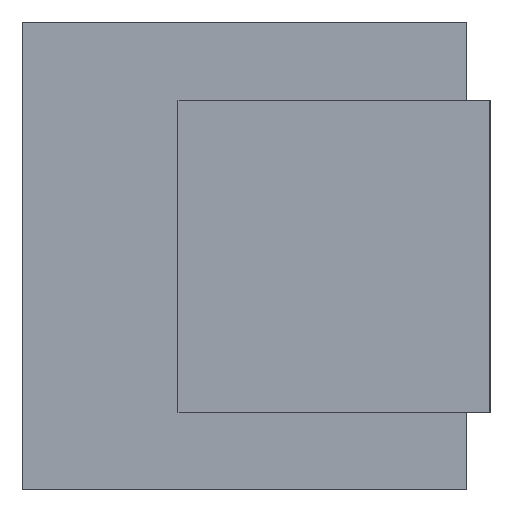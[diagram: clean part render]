
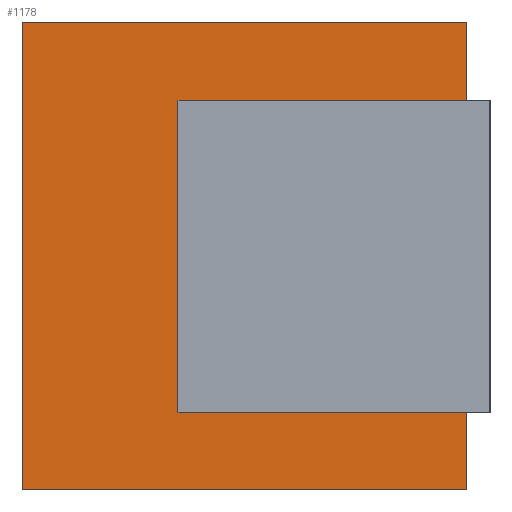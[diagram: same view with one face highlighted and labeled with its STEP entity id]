
A CAD part, left-side view. The second image highlights one B-rep face of the part: STEP entity #1178.
In plain terms, the highlighted planar face has unit normal (-1, 0, 0).
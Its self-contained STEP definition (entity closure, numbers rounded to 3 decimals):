
#9 = ORIENTED_EDGE ( 'NONE', *, *, #379, .T. ) ;
#12 = LINE ( 'NONE', #454, #1026 ) ;
#58 = VECTOR ( 'NONE', #536, 1000. ) ;
#76 = EDGE_CURVE ( 'NONE', #579, #963, #680, .T. ) ;
#93 = CARTESIAN_POINT ( 'NONE',  ( -0.285, 0.3, -0.1 ) ) ;
#96 = ORIENTED_EDGE ( 'NONE', *, *, #76, .F. ) ;
#110 = CARTESIAN_POINT ( 'NONE',  ( -0.285, 0.2, 0.15 ) ) ;
#114 = CARTESIAN_POINT ( 'NONE',  ( -0.285, 0.015, 0.1 ) ) ;
#126 = VERTEX_POINT ( 'NONE', #114 ) ;
#133 = VECTOR ( 'NONE', #385, 1000. ) ;
#181 = ORIENTED_EDGE ( 'NONE', *, *, #210, .F. ) ;
#207 = ORIENTED_EDGE ( 'NONE', *, *, #1087, .F. ) ;
#210 = EDGE_CURVE ( 'NONE', #963, #1184, #12, .T. ) ;
#226 = CARTESIAN_POINT ( 'NONE',  ( -0.285, 0.015, 0.15 ) ) ;
#275 = DIRECTION ( 'NONE',  ( 0., 0., -1. ) ) ;
#287 = DIRECTION ( 'NONE',  ( 1., 0., 0. ) ) ;
#302 = DIRECTION ( 'NONE',  ( 0., -1., 0. ) ) ;
#312 = AXIS2_PLACEMENT_3D ( 'NONE', #1110, #287, #275 ) ;
#328 = CARTESIAN_POINT ( 'NONE',  ( -0.285, 0.015, 0.15 ) ) ;
#343 = CARTESIAN_POINT ( 'NONE',  ( -0.285, 0.2, 0.1 ) ) ;
#355 = CARTESIAN_POINT ( 'NONE',  ( -0.285, 0.3, 0.1 ) ) ;
#373 = VECTOR ( 'NONE', #1125, 1000. ) ;
#379 = EDGE_CURVE ( 'NONE', #126, #1184, #778, .T. ) ;
#385 = DIRECTION ( 'NONE',  ( 0., 0., -1. ) ) ;
#426 = PLANE ( 'NONE',  #312 ) ;
#452 = ORIENTED_EDGE ( 'NONE', *, *, #557, .F. ) ;
#454 = CARTESIAN_POINT ( 'NONE',  ( -0.285, 0.3, 0.15 ) ) ;
#477 = VERTEX_POINT ( 'NONE', #615 ) ;
#497 = ORIENTED_EDGE ( 'NONE', *, *, #1144, .T. ) ;
#536 = DIRECTION ( 'NONE',  ( 0., 1., 0. ) ) ;
#557 = EDGE_CURVE ( 'NONE', #477, #1035, #725, .T. ) ;
#579 = VERTEX_POINT ( 'NONE', #650 ) ;
#612 = CARTESIAN_POINT ( 'NONE',  ( -0.285, 0.015, -0.1 ) ) ;
#615 = CARTESIAN_POINT ( 'NONE',  ( -0.285, 0.2, -0.1 ) ) ;
#640 = DIRECTION ( 'NONE',  ( 0., -1., 0. ) ) ;
#642 = DIRECTION ( 'NONE',  ( 0., -1., 0. ) ) ;
#644 = VERTEX_POINT ( 'NONE', #744 ) ;
#650 = CARTESIAN_POINT ( 'NONE',  ( -0.285, 0.3, -0.15 ) ) ;
#680 = LINE ( 'NONE', #1117, #373 ) ;
#682 = VECTOR ( 'NONE', #972, 1000. ) ;
#683 = DIRECTION ( 'NONE',  ( 0., 0., 1. ) ) ;
#684 = EDGE_CURVE ( 'NONE', #579, #644, #750, .T. ) ;
#725 = LINE ( 'NONE', #93, #1175 ) ;
#744 = CARTESIAN_POINT ( 'NONE',  ( -0.285, 0.015, -0.15 ) ) ;
#750 = LINE ( 'NONE', #760, #806 ) ;
#760 = CARTESIAN_POINT ( 'NONE',  ( -0.285, 0.3, -0.15 ) ) ;
#778 = LINE ( 'NONE', #328, #982 ) ;
#806 = VECTOR ( 'NONE', #302, 1000. ) ;
#837 = CARTESIAN_POINT ( 'NONE',  ( -0.285, 0.3, 0.15 ) ) ;
#852 = LINE ( 'NONE', #110, #133 ) ;
#893 = LINE ( 'NONE', #355, #58 ) ;
#956 = LINE ( 'NONE', #226, #682 ) ;
#963 = VERTEX_POINT ( 'NONE', #837 ) ;
#972 = DIRECTION ( 'NONE',  ( 0., 0., 1. ) ) ;
#982 = VECTOR ( 'NONE', #683, 1000. ) ;
#995 = EDGE_CURVE ( 'NONE', #1055, #477, #852, .T. ) ;
#1013 = CARTESIAN_POINT ( 'NONE',  ( -0.285, 0.015, 0.15 ) ) ;
#1026 = VECTOR ( 'NONE', #642, 1000. ) ;
#1035 = VERTEX_POINT ( 'NONE', #612 ) ;
#1041 = ORIENTED_EDGE ( 'NONE', *, *, #995, .F. ) ;
#1045 = ORIENTED_EDGE ( 'NONE', *, *, #684, .T. ) ;
#1055 = VERTEX_POINT ( 'NONE', #343 ) ;
#1087 = EDGE_CURVE ( 'NONE', #126, #1055, #893, .T. ) ;
#1110 = CARTESIAN_POINT ( 'NONE',  ( -0.285, 0.3, 0.15 ) ) ;
#1117 = CARTESIAN_POINT ( 'NONE',  ( -0.285, 0.3, 0.15 ) ) ;
#1125 = DIRECTION ( 'NONE',  ( 0., 0., 1. ) ) ;
#1134 = EDGE_LOOP ( 'NONE', ( #452, #1041, #207, #9, #181, #96, #1045, #497 ) ) ;
#1144 = EDGE_CURVE ( 'NONE', #644, #1035, #956, .T. ) ;
#1154 = FACE_OUTER_BOUND ( 'NONE', #1134, .T. ) ;
#1175 = VECTOR ( 'NONE', #640, 1000. ) ;
#1178 = ADVANCED_FACE ( 'NONE', ( #1154 ), #426, .F. ) ;
#1184 = VERTEX_POINT ( 'NONE', #1013 ) ;
